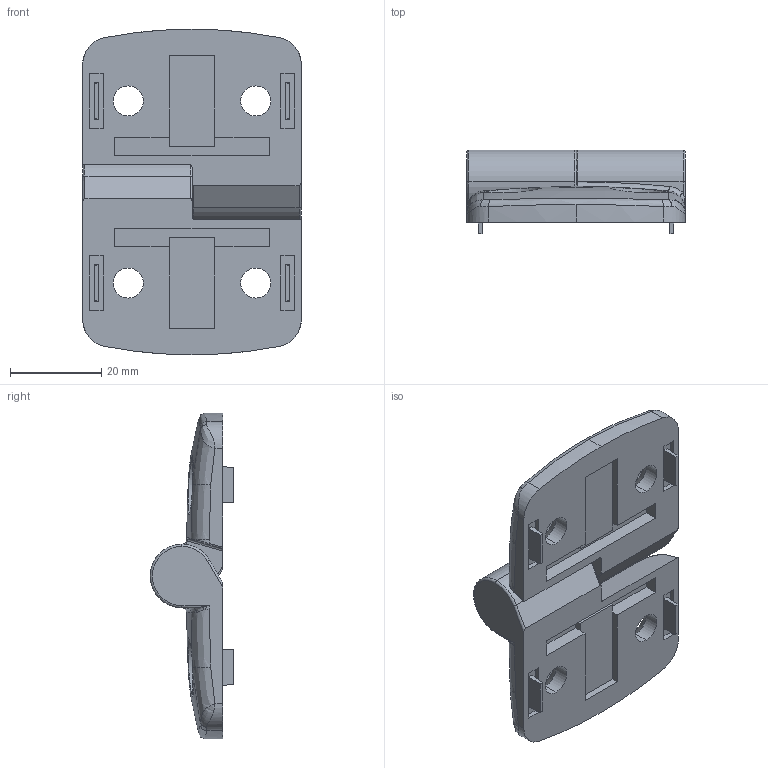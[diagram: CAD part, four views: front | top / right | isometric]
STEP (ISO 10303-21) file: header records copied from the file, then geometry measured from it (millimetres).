
FILE_DESCRIPTION (( 'STEP AP214' ), '1' );
FILE_NAME ('095k3535L08.STEP', '2014-08-13T10:48:32', ( '' ), ( '' ), 'SwSTEP 2.0', 'SolidWorks 2014', '' );
FILE_SCHEMA (( 'AUTOMOTIVE_DESIGN' ));
Length unit declared in the file: millimetre
Products named in the file (3): achse_6-44; 095k35L00_095 k 35 L08; 095k3535L08
Assembly tree (3 placements, depth 2):
  095k3535L08
    095k35L00_095 k 35 L08  x2
    achse_6-44
Bounding box: 48 x 18.4 x 71.5 mm (x, y, z)
Volume: 23111.4 mm3; surface area: 12134.1 mm2
Topology: 3 solids, 3 shells, 192 faces, 478 edges, 294 vertices
Faces by surface type: plane 86, cylinder 44, bspline 38, cone 12, torus 12
Entity records: 4014 total; most frequent: CARTESIAN_POINT 1697, ORIENTED_EDGE 486, DIRECTION 407, EDGE_CURVE 243, VERTEX_POINT 151, AXIS2_PLACEMENT_3D 141, LINE 125, VECTOR 125
